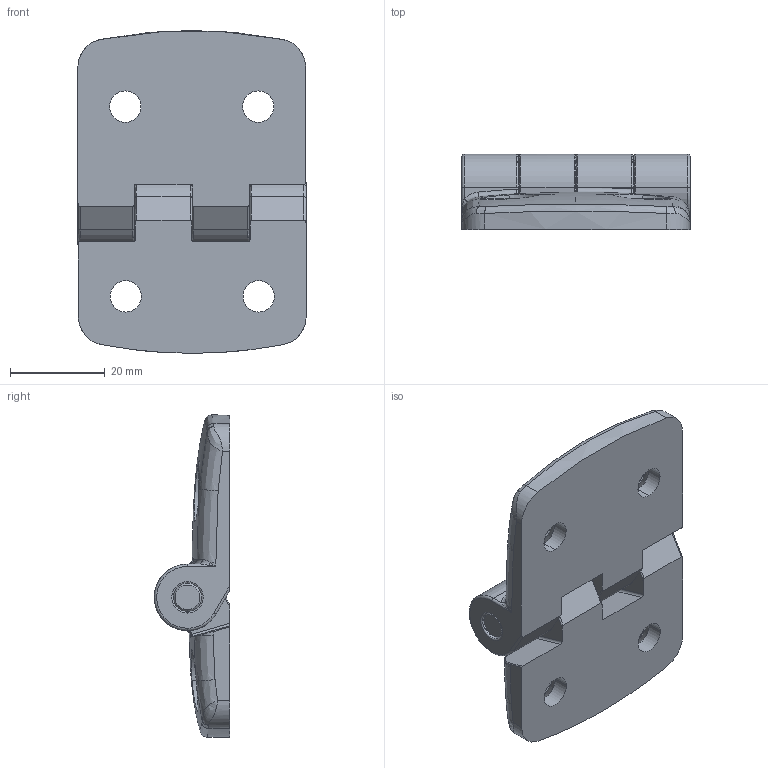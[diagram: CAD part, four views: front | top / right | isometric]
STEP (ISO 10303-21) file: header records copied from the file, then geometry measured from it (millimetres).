
FILE_DESCRIPTION (( 'STEP AP214' ), '1' );
FILE_NAME ('402600005.STEP', '2014-02-10T13:10:15', ( '' ), ( '' ), 'SwSTEP 2.0', 'SolidWorks 2014', '' );
FILE_SCHEMA (( 'AUTOMOTIVE_DESIGN' ));
Length unit declared in the file: millimetre
Products named in the file (1): 402600005
Bounding box: 48.1 x 15.9 x 68 mm (x, y, z)
Volume: 23740.9 mm3; surface area: 11519.3 mm2
Topology: 3 solids, 3 shells, 184 faces, 471 edges, 281 vertices
Faces by surface type: cylinder 63, bspline 57, plane 26, torus 26, cone 12
Entity records: 11027 total; most frequent: CARTESIAN_POINT 4998, ORIENTED_EDGE 924, DIRECTION 710, EDGE_CURVE 462, AXIS2_PLACEMENT_3D 294, VERTEX_POINT 281, EDGE_LOOP 197, UNCERTAINTY_MEASURE_WITH_UNIT 189
